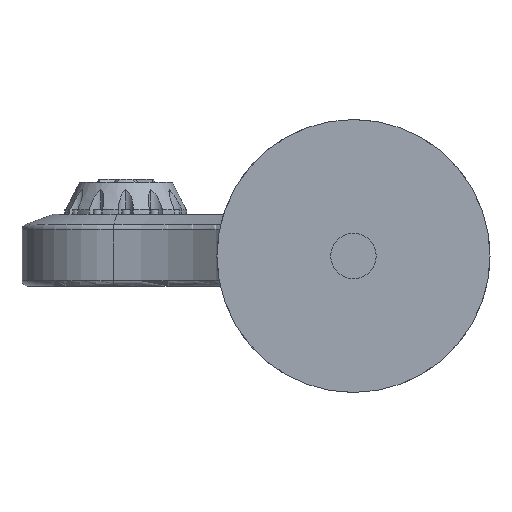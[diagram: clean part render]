
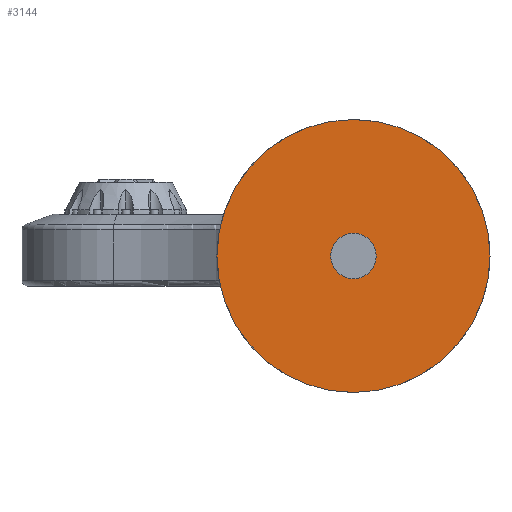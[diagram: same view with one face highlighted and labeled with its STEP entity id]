
A CAD part, front view. The second image highlights one B-rep face of the part: STEP entity #3144.
In plain terms, the highlighted planar face has unit normal (0, -1, 0).
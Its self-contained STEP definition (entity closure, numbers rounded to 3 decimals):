
#15 = CARTESIAN_POINT ( 'NONE',  ( 0., 0., 0. ) ) ;
#155 = CARTESIAN_POINT ( 'NONE',  ( 0., 0., 0. ) ) ;
#192 = VERTEX_POINT ( 'NONE', #3054 ) ;
#221 = ORIENTED_EDGE ( 'NONE', *, *, #2290, .F. ) ;
#243 = EDGE_CURVE ( 'NONE', #4858, #1315, #2873, .T. ) ;
#282 = EDGE_LOOP ( 'NONE', ( #3714, #493 ) ) ;
#378 = AXIS2_PLACEMENT_3D ( 'NONE', #15, #3533, #5563 ) ;
#428 = AXIS2_PLACEMENT_3D ( 'NONE', #2172, #687, #1710 ) ;
#493 = ORIENTED_EDGE ( 'NONE', *, *, #859, .F. ) ;
#687 = DIRECTION ( 'NONE',  ( 0., -1., 0. ) ) ;
#859 = EDGE_CURVE ( 'NONE', #1315, #4858, #5047, .T. ) ;
#1103 = DIRECTION ( 'NONE',  ( 0., 1., 0. ) ) ;
#1260 = CARTESIAN_POINT ( 'NONE',  ( 0., 0., 0. ) ) ;
#1315 = VERTEX_POINT ( 'NONE', #2447 ) ;
#1710 = DIRECTION ( 'NONE',  ( 0., 0., -1. ) ) ;
#2002 = CARTESIAN_POINT ( 'NONE',  ( 0., 0., -90. ) ) ;
#2172 = CARTESIAN_POINT ( 'NONE',  ( 0., 0., 0. ) ) ;
#2226 = DIRECTION ( 'NONE',  ( 0., 0., 1. ) ) ;
#2290 = EDGE_CURVE ( 'NONE', #4677, #192, #6223, .T. ) ;
#2404 = CARTESIAN_POINT ( 'NONE',  ( 0., 0., 15. ) ) ;
#2447 = CARTESIAN_POINT ( 'NONE',  ( 0., 0., 90. ) ) ;
#2767 = ORIENTED_EDGE ( 'NONE', *, *, #4469, .F. ) ;
#2873 = CIRCLE ( 'NONE', #378, 90. ) ;
#3054 = CARTESIAN_POINT ( 'NONE',  ( 0., 0., -15. ) ) ;
#3075 = CARTESIAN_POINT ( 'NONE',  ( 0., 0., 0. ) ) ;
#3144 = ADVANCED_FACE ( 'NONE', ( #3202, #4799 ), #3679, .F. ) ;
#3202 = FACE_BOUND ( 'NONE', #6017, .T. ) ;
#3313 = AXIS2_PLACEMENT_3D ( 'NONE', #3075, #5175, #6705 ) ;
#3419 = DIRECTION ( 'NONE',  ( 0., 0., 1. ) ) ;
#3533 = DIRECTION ( 'NONE',  ( 0., 1., 0. ) ) ;
#3679 = PLANE ( 'NONE',  #3707 ) ;
#3707 = AXIS2_PLACEMENT_3D ( 'NONE', #155, #1103, #2226 ) ;
#3714 = ORIENTED_EDGE ( 'NONE', *, *, #243, .F. ) ;
#4437 = CIRCLE ( 'NONE', #428, 15. ) ;
#4469 = EDGE_CURVE ( 'NONE', #192, #4677, #4437, .T. ) ;
#4677 = VERTEX_POINT ( 'NONE', #2404 ) ;
#4799 = FACE_OUTER_BOUND ( 'NONE', #282, .T. ) ;
#4858 = VERTEX_POINT ( 'NONE', #2002 ) ;
#4875 = DIRECTION ( 'NONE',  ( 0., 1., 0. ) ) ;
#5047 = CIRCLE ( 'NONE', #5277, 90. ) ;
#5175 = DIRECTION ( 'NONE',  ( 0., -1., 0. ) ) ;
#5277 = AXIS2_PLACEMENT_3D ( 'NONE', #1260, #4875, #3419 ) ;
#5563 = DIRECTION ( 'NONE',  ( 0., 0., 1. ) ) ;
#6017 = EDGE_LOOP ( 'NONE', ( #2767, #221 ) ) ;
#6223 = CIRCLE ( 'NONE', #3313, 15. ) ;
#6705 = DIRECTION ( 'NONE',  ( 0., 0., -1. ) ) ;
